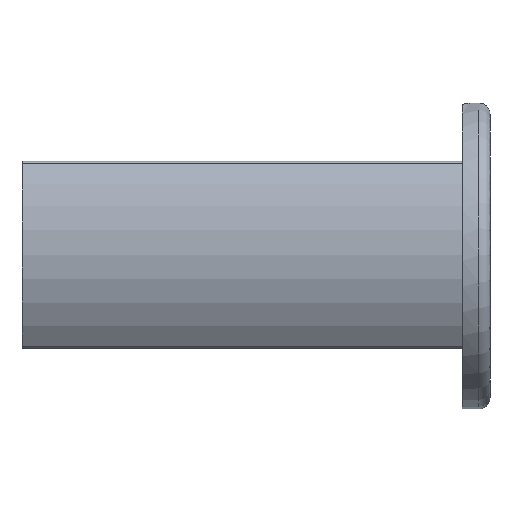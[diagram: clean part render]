
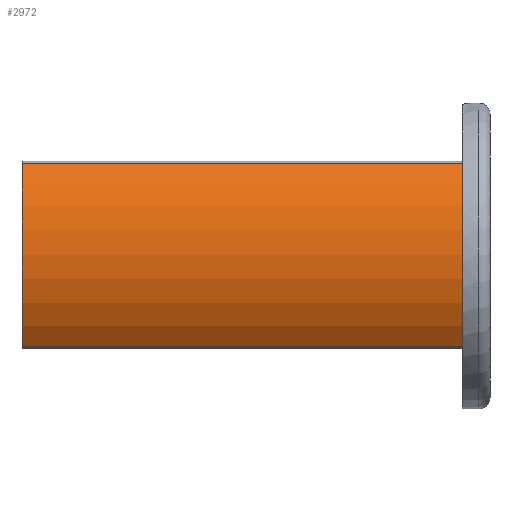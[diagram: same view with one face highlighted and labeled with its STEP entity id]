
A CAD part, left-side view. The second image highlights one B-rep face of the part: STEP entity #2972.
In plain terms, the highlighted cylindrical face has radius 35.56 mm (diameter 71.12 mm), a partial arc.
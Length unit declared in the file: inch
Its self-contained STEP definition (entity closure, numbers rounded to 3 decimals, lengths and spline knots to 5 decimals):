
#47 = DIRECTION ( 'NONE',  ( 0., 0., -1. ) ) ;
#89 = VERTEX_POINT ( 'NONE', #8726 ) ;
#188 = AXIS2_PLACEMENT_3D ( 'NONE', #1735, #4181, #399 ) ;
#399 = DIRECTION ( 'NONE',  ( 0., 0., 1. ) ) ;
#406 = CIRCLE ( 'NONE', #7424, 1.4 ) ;
#664 = CARTESIAN_POINT ( 'NONE',  ( -1.12517, 4., 0.83306 ) ) ;
#710 = DIRECTION ( 'NONE',  ( 0., -1., 0. ) ) ;
#713 = ORIENTED_EDGE ( 'NONE', *, *, #7705, .F. ) ;
#1027 = FACE_OUTER_BOUND ( 'NONE', #7942, .T. ) ;
#1300 = LINE ( 'NONE', #2198, #4050 ) ;
#1525 = VERTEX_POINT ( 'NONE', #2260 ) ;
#1735 = CARTESIAN_POINT ( 'NONE',  ( 0., 0., 0. ) ) ;
#1891 = DIRECTION ( 'NONE',  ( 0., 0., 1. ) ) ;
#2049 = DIRECTION ( 'NONE',  ( 0., 1., 0. ) ) ;
#2198 = CARTESIAN_POINT ( 'NONE',  ( -1.12517, 4., -0.83306 ) ) ;
#2260 = CARTESIAN_POINT ( 'NONE',  ( -1.12517, 4., -0.83306 ) ) ;
#2384 = ORIENTED_EDGE ( 'NONE', *, *, #3942, .T. ) ;
#2758 = CARTESIAN_POINT ( 'NONE',  ( -1.12517, 0., 0.83306 ) ) ;
#2763 = AXIS2_PLACEMENT_3D ( 'NONE', #5985, #8289, #47 ) ;
#2972 = ADVANCED_FACE ( 'NONE', ( #1027 ), #3084, .T. ) ;
#3084 = CYLINDRICAL_SURFACE ( 'NONE', #2763, 1.4 ) ;
#3670 = CIRCLE ( 'NONE', #188, 1.4 ) ;
#3942 = EDGE_CURVE ( 'NONE', #8406, #4022, #7368, .T. ) ;
#4022 = VERTEX_POINT ( 'NONE', #9005 ) ;
#4050 = VECTOR ( 'NONE', #710, 39.37008 ) ;
#4175 = VECTOR ( 'NONE', #2049, 39.37008 ) ;
#4181 = DIRECTION ( 'NONE',  ( 0., 1., 0. ) ) ;
#5609 = DIRECTION ( 'NONE',  ( 0., 1., 0. ) ) ;
#5985 = CARTESIAN_POINT ( 'NONE',  ( 0., 4., 0. ) ) ;
#6884 = ORIENTED_EDGE ( 'NONE', *, *, #7387, .T. ) ;
#7259 = CARTESIAN_POINT ( 'NONE',  ( 0., 4., 0. ) ) ;
#7368 = LINE ( 'NONE', #664, #4175 ) ;
#7387 = EDGE_CURVE ( 'NONE', #1525, #89, #1300, .T. ) ;
#7424 = AXIS2_PLACEMENT_3D ( 'NONE', #7259, #5609, #1891 ) ;
#7705 = EDGE_CURVE ( 'NONE', #1525, #4022, #406, .T. ) ;
#7942 = EDGE_LOOP ( 'NONE', ( #713, #6884, #9723, #2384 ) ) ;
#8289 = DIRECTION ( 'NONE',  ( 0., -1., 0. ) ) ;
#8406 = VERTEX_POINT ( 'NONE', #2758 ) ;
#8726 = CARTESIAN_POINT ( 'NONE',  ( -1.12517, 0., -0.83306 ) ) ;
#9005 = CARTESIAN_POINT ( 'NONE',  ( -1.12517, 4., 0.83306 ) ) ;
#9381 = EDGE_CURVE ( 'NONE', #89, #8406, #3670, .T. ) ;
#9723 = ORIENTED_EDGE ( 'NONE', *, *, #9381, .T. ) ;
